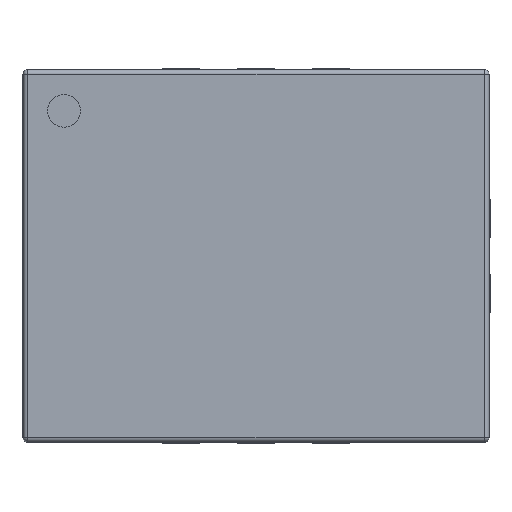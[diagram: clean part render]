
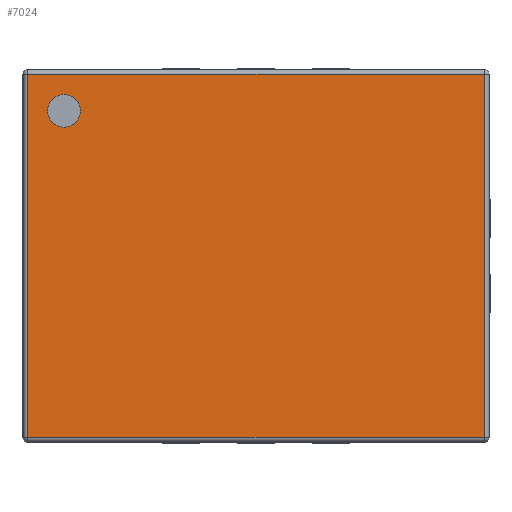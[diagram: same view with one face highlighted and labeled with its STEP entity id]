
A CAD part, top view. The second image highlights one B-rep face of the part: STEP entity #7024.
In plain terms, the highlighted planar face has unit normal (0, 0, 1).
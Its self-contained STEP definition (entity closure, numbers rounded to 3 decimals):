
#1951 = CYLINDRICAL_SURFACE('',#1952,0.05);
#1952 = AXIS2_PLACEMENT_3D('',#1953,#1954,#1955);
#1953 = CARTESIAN_POINT('',(-1.94,2.44,0.83));
#1954 = DIRECTION('',(-0.,-1.,-0.));
#1955 = DIRECTION('',(-1.,0.,0.));
#5934 = VERTEX_POINT('',#5935);
#5935 = CARTESIAN_POINT('',(-1.94,2.44,0.88));
#5955 = EDGE_CURVE('',#5934,#5956,#5958,.T.);
#5956 = VERTEX_POINT('',#5957);
#5957 = CARTESIAN_POINT('',(-1.94,-2.44,0.88));
#5958 = SURFACE_CURVE('',#5959,(#5963,#5970),.PCURVE_S1.);
#5959 = LINE('',#5960,#5961);
#5960 = CARTESIAN_POINT('',(-1.94,2.44,0.88));
#5961 = VECTOR('',#5962,1.);
#5962 = DIRECTION('',(-0.,-1.,-0.));
#5963 = PCURVE('',#1951,#5964);
#5964 = DEFINITIONAL_REPRESENTATION('',(#5965),#5969);
#5965 = LINE('',#5966,#5967);
#5966 = CARTESIAN_POINT('',(-1.571,0.));
#5967 = VECTOR('',#5968,1.);
#5968 = DIRECTION('',(-0.,1.));
#5969 = ( GEOMETRIC_REPRESENTATION_CONTEXT(2) 
PARAMETRIC_REPRESENTATION_CONTEXT() REPRESENTATION_CONTEXT('2D SPACE',''
  ) );
#5970 = PCURVE('',#5971,#5976);
#5971 = PLANE('',#5972);
#5972 = AXIS2_PLACEMENT_3D('',#5973,#5974,#5975);
#5973 = CARTESIAN_POINT('',(-1.99,-2.49,0.88));
#5974 = DIRECTION('',(0.,0.,1.));
#5975 = DIRECTION('',(1.,0.,0.));
#5976 = DEFINITIONAL_REPRESENTATION('',(#5977),#5981);
#5977 = LINE('',#5978,#5979);
#5978 = CARTESIAN_POINT('',(0.05,4.93));
#5979 = VECTOR('',#5980,1.);
#5980 = DIRECTION('',(-0.,-1.));
#5981 = ( GEOMETRIC_REPRESENTATION_CONTEXT(2) 
PARAMETRIC_REPRESENTATION_CONTEXT() REPRESENTATION_CONTEXT('2D SPACE',''
  ) );
#6105 = CYLINDRICAL_SURFACE('',#6106,0.05);
#6106 = AXIS2_PLACEMENT_3D('',#6107,#6108,#6109);
#6107 = CARTESIAN_POINT('',(-1.99,-2.44,0.83));
#6108 = DIRECTION('',(1.,0.,0.));
#6109 = DIRECTION('',(0.,-1.,0.));
#6542 = CYLINDRICAL_SURFACE('',#6543,0.05);
#6543 = AXIS2_PLACEMENT_3D('',#6544,#6545,#6546);
#6544 = CARTESIAN_POINT('',(1.94,-2.44,0.83));
#6545 = DIRECTION('',(0.,1.,0.));
#6546 = DIRECTION('',(0.,0.,1.));
#6642 = CYLINDRICAL_SURFACE('',#6643,0.05);
#6643 = AXIS2_PLACEMENT_3D('',#6644,#6645,#6646);
#6644 = CARTESIAN_POINT('',(-1.99,2.44,0.83));
#6645 = DIRECTION('',(1.,0.,0.));
#6646 = DIRECTION('',(0.,1.,0.));
#7024 = ADVANCED_FACE('',(#7025,#7095),#5971,.T.);
#7025 = FACE_BOUND('',#7026,.T.);
#7026 = EDGE_LOOP('',(#7027,#7050,#7073,#7094));
#7027 = ORIENTED_EDGE('',*,*,#7028,.T.);
#7028 = EDGE_CURVE('',#5956,#7029,#7031,.T.);
#7029 = VERTEX_POINT('',#7030);
#7030 = CARTESIAN_POINT('',(1.94,-2.44,0.88));
#7031 = SURFACE_CURVE('',#7032,(#7036,#7043),.PCURVE_S1.);
#7032 = LINE('',#7033,#7034);
#7033 = CARTESIAN_POINT('',(-1.99,-2.44,0.88));
#7034 = VECTOR('',#7035,1.);
#7035 = DIRECTION('',(1.,0.,0.));
#7036 = PCURVE('',#5971,#7037);
#7037 = DEFINITIONAL_REPRESENTATION('',(#7038),#7042);
#7038 = LINE('',#7039,#7040);
#7039 = CARTESIAN_POINT('',(0.,0.05));
#7040 = VECTOR('',#7041,1.);
#7041 = DIRECTION('',(1.,0.));
#7042 = ( GEOMETRIC_REPRESENTATION_CONTEXT(2) 
PARAMETRIC_REPRESENTATION_CONTEXT() REPRESENTATION_CONTEXT('2D SPACE',''
  ) );
#7043 = PCURVE('',#6105,#7044);
#7044 = DEFINITIONAL_REPRESENTATION('',(#7045),#7049);
#7045 = LINE('',#7046,#7047);
#7046 = CARTESIAN_POINT('',(-1.571,0.));
#7047 = VECTOR('',#7048,1.);
#7048 = DIRECTION('',(-0.,1.));
#7049 = ( GEOMETRIC_REPRESENTATION_CONTEXT(2) 
PARAMETRIC_REPRESENTATION_CONTEXT() REPRESENTATION_CONTEXT('2D SPACE',''
  ) );
#7050 = ORIENTED_EDGE('',*,*,#7051,.T.);
#7051 = EDGE_CURVE('',#7029,#7052,#7054,.T.);
#7052 = VERTEX_POINT('',#7053);
#7053 = CARTESIAN_POINT('',(1.94,2.44,0.88));
#7054 = SURFACE_CURVE('',#7055,(#7059,#7066),.PCURVE_S1.);
#7055 = LINE('',#7056,#7057);
#7056 = CARTESIAN_POINT('',(1.94,-2.44,0.88));
#7057 = VECTOR('',#7058,1.);
#7058 = DIRECTION('',(0.,1.,0.));
#7059 = PCURVE('',#5971,#7060);
#7060 = DEFINITIONAL_REPRESENTATION('',(#7061),#7065);
#7061 = LINE('',#7062,#7063);
#7062 = CARTESIAN_POINT('',(3.93,0.05));
#7063 = VECTOR('',#7064,1.);
#7064 = DIRECTION('',(0.,1.));
#7065 = ( GEOMETRIC_REPRESENTATION_CONTEXT(2) 
PARAMETRIC_REPRESENTATION_CONTEXT() REPRESENTATION_CONTEXT('2D SPACE',''
  ) );
#7066 = PCURVE('',#6542,#7067);
#7067 = DEFINITIONAL_REPRESENTATION('',(#7068),#7072);
#7068 = LINE('',#7069,#7070);
#7069 = CARTESIAN_POINT('',(0.,0.));
#7070 = VECTOR('',#7071,1.);
#7071 = DIRECTION('',(0.,1.));
#7072 = ( GEOMETRIC_REPRESENTATION_CONTEXT(2) 
PARAMETRIC_REPRESENTATION_CONTEXT() REPRESENTATION_CONTEXT('2D SPACE',''
  ) );
#7073 = ORIENTED_EDGE('',*,*,#7074,.F.);
#7074 = EDGE_CURVE('',#5934,#7052,#7075,.T.);
#7075 = SURFACE_CURVE('',#7076,(#7080,#7087),.PCURVE_S1.);
#7076 = LINE('',#7077,#7078);
#7077 = CARTESIAN_POINT('',(-1.99,2.44,0.88));
#7078 = VECTOR('',#7079,1.);
#7079 = DIRECTION('',(1.,0.,0.));
#7080 = PCURVE('',#5971,#7081);
#7081 = DEFINITIONAL_REPRESENTATION('',(#7082),#7086);
#7082 = LINE('',#7083,#7084);
#7083 = CARTESIAN_POINT('',(0.,4.93));
#7084 = VECTOR('',#7085,1.);
#7085 = DIRECTION('',(1.,0.));
#7086 = ( GEOMETRIC_REPRESENTATION_CONTEXT(2) 
PARAMETRIC_REPRESENTATION_CONTEXT() REPRESENTATION_CONTEXT('2D SPACE',''
  ) );
#7087 = PCURVE('',#6642,#7088);
#7088 = DEFINITIONAL_REPRESENTATION('',(#7089),#7093);
#7089 = LINE('',#7090,#7091);
#7090 = CARTESIAN_POINT('',(1.571,0.));
#7091 = VECTOR('',#7092,1.);
#7092 = DIRECTION('',(0.,1.));
#7093 = ( GEOMETRIC_REPRESENTATION_CONTEXT(2) 
PARAMETRIC_REPRESENTATION_CONTEXT() REPRESENTATION_CONTEXT('2D SPACE',''
  ) );
#7094 = ORIENTED_EDGE('',*,*,#5955,.T.);
#7095 = FACE_BOUND('',#7096,.T.);
#7096 = EDGE_LOOP('',(#7097));
#7097 = ORIENTED_EDGE('',*,*,#7098,.F.);
#7098 = EDGE_CURVE('',#7099,#7099,#7101,.T.);
#7099 = VERTEX_POINT('',#7100);
#7100 = CARTESIAN_POINT('',(-1.375,-2.05,0.88));
#7101 = SURFACE_CURVE('',#7102,(#7107,#7114),.PCURVE_S1.);
#7102 = CIRCLE('',#7103,0.175);
#7103 = AXIS2_PLACEMENT_3D('',#7104,#7105,#7106);
#7104 = CARTESIAN_POINT('',(-1.55,-2.05,0.88));
#7105 = DIRECTION('',(0.,0.,1.));
#7106 = DIRECTION('',(1.,0.,0.));
#7107 = PCURVE('',#5971,#7108);
#7108 = DEFINITIONAL_REPRESENTATION('',(#7109),#7113);
#7109 = CIRCLE('',#7110,0.175);
#7110 = AXIS2_PLACEMENT_2D('',#7111,#7112);
#7111 = CARTESIAN_POINT('',(0.44,0.44));
#7112 = DIRECTION('',(1.,0.));
#7113 = ( GEOMETRIC_REPRESENTATION_CONTEXT(2) 
PARAMETRIC_REPRESENTATION_CONTEXT() REPRESENTATION_CONTEXT('2D SPACE',''
  ) );
#7114 = PCURVE('',#7115,#7120);
#7115 = CYLINDRICAL_SURFACE('',#7116,0.175);
#7116 = AXIS2_PLACEMENT_3D('',#7117,#7118,#7119);
#7117 = CARTESIAN_POINT('',(-1.55,-2.05,0.88));
#7118 = DIRECTION('',(-0.,-0.,-1.));
#7119 = DIRECTION('',(1.,0.,0.));
#7120 = DEFINITIONAL_REPRESENTATION('',(#7121),#7125);
#7121 = LINE('',#7122,#7123);
#7122 = CARTESIAN_POINT('',(-0.,0.));
#7123 = VECTOR('',#7124,1.);
#7124 = DIRECTION('',(-1.,0.));
#7125 = ( GEOMETRIC_REPRESENTATION_CONTEXT(2) 
PARAMETRIC_REPRESENTATION_CONTEXT() REPRESENTATION_CONTEXT('2D SPACE',''
  ) );
